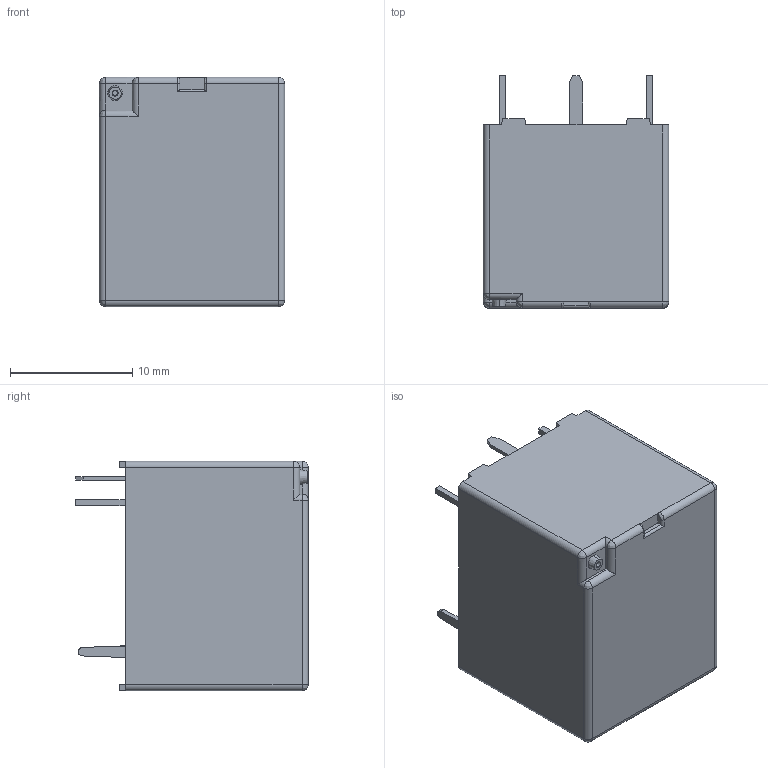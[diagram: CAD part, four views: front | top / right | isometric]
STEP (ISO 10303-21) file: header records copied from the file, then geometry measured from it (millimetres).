
FILE_DESCRIPTION (( 'STEP AP214' ), '1' );
FILE_NAME ('691BABD2-5D18-4CCE-B193-7F1D86C2A62A.STEP', '2023-08-01T22:36:31', ( '' ), ( '' ), 'SwSTEP 2.0', 'SolidWorks 2022', '' );
FILE_SCHEMA (( 'AUTOMOTIVE_DESIGN' ));
Length unit declared in the file: millimetre
Products named in the file (1): 691BABD2-5D18-4CCE-B193-7F1D86C2A62A
Bounding box: 15.2 x 19.05 x 18.8 mm (x, y, z)
Volume: 1187.8 mm3; surface area: 3262.2 mm2
Topology: 8 solids, 8 shells, 548 faces, 1414 edges, 847 vertices
Faces by surface type: plane 297, cylinder 182, bspline 63, cone 6
Entity records: 17184 total; most frequent: CARTESIAN_POINT 4350, ORIENTED_EDGE 2744, DIRECTION 2516, EDGE_CURVE 1372, LINE 964, VECTOR 964, VERTEX_POINT 847, AXIS2_PLACEMENT_3D 776
